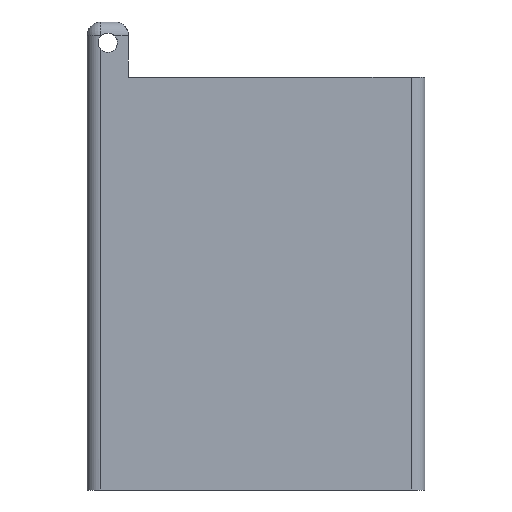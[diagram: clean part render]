
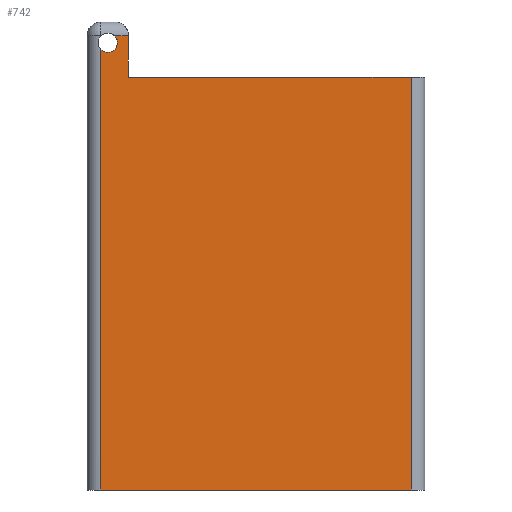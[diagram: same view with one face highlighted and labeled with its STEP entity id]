
A CAD part, left-side view. The second image highlights one B-rep face of the part: STEP entity #742.
In plain terms, the highlighted planar face has unit normal (-1, 0, 0).
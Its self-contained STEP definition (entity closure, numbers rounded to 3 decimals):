
#39 = DIRECTION ( 'NONE',  ( -1., 0., 0. ) ) ;
#69 = DIRECTION ( 'NONE',  ( 0., 0., 1. ) ) ;
#100 = VERTEX_POINT ( 'NONE', #681 ) ;
#138 = VERTEX_POINT ( 'NONE', #1938 ) ;
#162 = ORIENTED_EDGE ( 'NONE', *, *, #1111, .F. ) ;
#166 = ORIENTED_EDGE ( 'NONE', *, *, #1018, .T. ) ;
#193 = VERTEX_POINT ( 'NONE', #562 ) ;
#217 = EDGE_CURVE ( 'NONE', #594, #921, #375, .T. ) ;
#235 = DIRECTION ( 'NONE',  ( 0., 1., 0. ) ) ;
#253 = EDGE_CURVE ( 'NONE', #589, #1990, #1192, .T. ) ;
#313 = DIRECTION ( 'NONE',  ( 0., 0., 1. ) ) ;
#343 = DIRECTION ( 'NONE',  ( 0., -1., 0. ) ) ;
#365 = CARTESIAN_POINT ( 'NONE',  ( 0., 0., 12.9 ) ) ;
#375 = LINE ( 'NONE', #575, #1471 ) ;
#442 = CARTESIAN_POINT ( 'NONE',  ( 0., 0., 61.9 ) ) ;
#475 = LINE ( 'NONE', #1949, #1186 ) ;
#478 = CARTESIAN_POINT ( 'NONE',  ( 0., 46., 66.9 ) ) ;
#499 = FACE_OUTER_BOUND ( 'NONE', #1103, .T. ) ;
#562 = CARTESIAN_POINT ( 'NONE',  ( 0., 47., 2. ) ) ;
#575 = CARTESIAN_POINT ( 'NONE',  ( 0., 43., 61.9 ) ) ;
#589 = VERTEX_POINT ( 'NONE', #600 ) ;
#594 = VERTEX_POINT ( 'NONE', #1431 ) ;
#600 = CARTESIAN_POINT ( 'NONE',  ( 0., 47., 65.92 ) ) ;
#681 = CARTESIAN_POINT ( 'NONE',  ( 0., 2., 61.9 ) ) ;
#710 = VECTOR ( 'NONE', #1550, 1000. ) ;
#742 = ADVANCED_FACE ( 'NONE', ( #499 ), #1327, .F. ) ;
#782 = VECTOR ( 'NONE', #343, 1000. ) ;
#921 = VERTEX_POINT ( 'NONE', #1231 ) ;
#952 = VECTOR ( 'NONE', #235, 1000. ) ;
#1004 = EDGE_CURVE ( 'NONE', #100, #594, #1867, .T. ) ;
#1018 = EDGE_CURVE ( 'NONE', #193, #1124, #1414, .T. ) ;
#1021 = VECTOR ( 'NONE', #1132, 1000. ) ;
#1030 = CARTESIAN_POINT ( 'NONE',  ( 0., 46., 65.5 ) ) ;
#1103 = EDGE_LOOP ( 'NONE', ( #1662, #1147, #162, #1640, #1272, #166, #1501, #1852 ) ) ;
#1111 = EDGE_CURVE ( 'NONE', #1990, #138, #1188, .T. ) ;
#1124 = VERTEX_POINT ( 'NONE', #1947 ) ;
#1132 = DIRECTION ( 'NONE',  ( 0., 1., 0. ) ) ;
#1147 = ORIENTED_EDGE ( 'NONE', *, *, #1244, .T. ) ;
#1159 = DIRECTION ( 'NONE',  ( 0., 0., -1. ) ) ;
#1186 = VECTOR ( 'NONE', #1159, 1000. ) ;
#1188 = CIRCLE ( 'NONE', #1629, 1.4 ) ;
#1192 = CIRCLE ( 'NONE', #1474, 1.4 ) ;
#1231 = CARTESIAN_POINT ( 'NONE',  ( 0., 43., 67.9 ) ) ;
#1244 = EDGE_CURVE ( 'NONE', #921, #138, #1809, .T. ) ;
#1272 = ORIENTED_EDGE ( 'NONE', *, *, #1937, .T. ) ;
#1327 = PLANE ( 'NONE',  #1535 ) ;
#1414 = LINE ( 'NONE', #1924, #782 ) ;
#1431 = CARTESIAN_POINT ( 'NONE',  ( 0., 43., 61.9 ) ) ;
#1471 = VECTOR ( 'NONE', #69, 1000. ) ;
#1474 = AXIS2_PLACEMENT_3D ( 'NONE', #478, #2051, #313 ) ;
#1489 = DIRECTION ( 'NONE',  ( 0., 0., 1. ) ) ;
#1501 = ORIENTED_EDGE ( 'NONE', *, *, #2046, .T. ) ;
#1535 = AXIS2_PLACEMENT_3D ( 'NONE', #365, #1775, #1790 ) ;
#1550 = DIRECTION ( 'NONE',  ( 0., 0., 1. ) ) ;
#1629 = AXIS2_PLACEMENT_3D ( 'NONE', #1786, #39, #1489 ) ;
#1640 = ORIENTED_EDGE ( 'NONE', *, *, #253, .F. ) ;
#1662 = ORIENTED_EDGE ( 'NONE', *, *, #217, .T. ) ;
#1675 = CARTESIAN_POINT ( 'NONE',  ( 0., 47., 67.9 ) ) ;
#1775 = DIRECTION ( 'NONE',  ( 1., 0., 0. ) ) ;
#1786 = CARTESIAN_POINT ( 'NONE',  ( 0., 46., 66.9 ) ) ;
#1790 = DIRECTION ( 'NONE',  ( 0., 0., -1. ) ) ;
#1809 = LINE ( 'NONE', #1675, #952 ) ;
#1852 = ORIENTED_EDGE ( 'NONE', *, *, #1004, .T. ) ;
#1863 = CARTESIAN_POINT ( 'NONE',  ( 0., 2., 12.9 ) ) ;
#1867 = LINE ( 'NONE', #442, #1021 ) ;
#1924 = CARTESIAN_POINT ( 'NONE',  ( 0., 0., 2. ) ) ;
#1937 = EDGE_CURVE ( 'NONE', #589, #193, #475, .T. ) ;
#1938 = CARTESIAN_POINT ( 'NONE',  ( 0., 45.02, 67.9 ) ) ;
#1947 = CARTESIAN_POINT ( 'NONE',  ( 0., 2., 2. ) ) ;
#1949 = CARTESIAN_POINT ( 'NONE',  ( 0., 47., 12.9 ) ) ;
#1957 = LINE ( 'NONE', #1863, #710 ) ;
#1990 = VERTEX_POINT ( 'NONE', #1030 ) ;
#2046 = EDGE_CURVE ( 'NONE', #1124, #100, #1957, .T. ) ;
#2051 = DIRECTION ( 'NONE',  ( -1., 0., 0. ) ) ;
